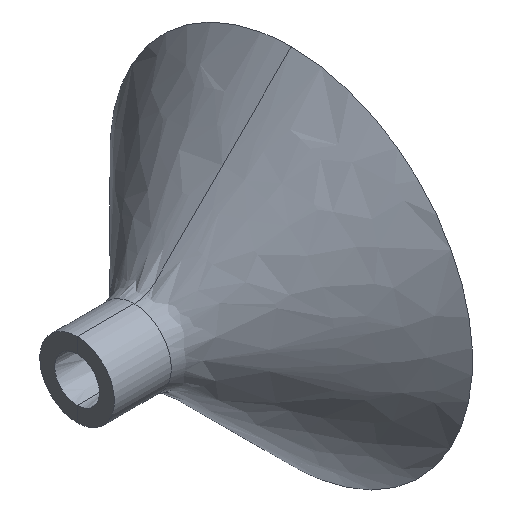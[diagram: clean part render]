
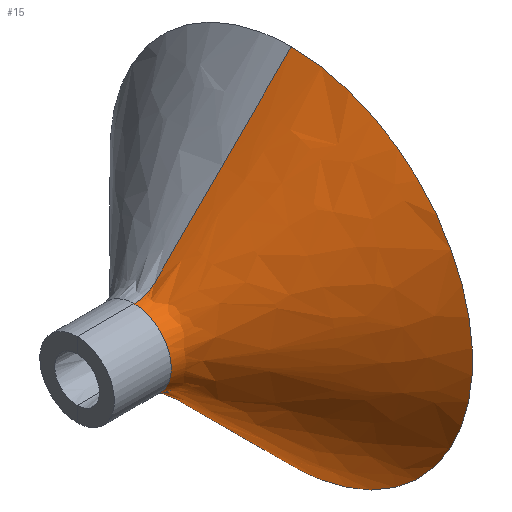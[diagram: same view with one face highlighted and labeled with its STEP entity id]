
A CAD part, isometric view. The second image highlights one B-rep face of the part: STEP entity #15.
In plain terms, the highlighted free-form (B-spline) face has degree [2, 2] with [5, 5] control points.
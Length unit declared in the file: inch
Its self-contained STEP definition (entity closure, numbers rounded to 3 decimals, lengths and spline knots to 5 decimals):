
#15=ADVANCED_FACE('',(#25),#138,.T.);
#25=FACE_OUTER_BOUND('',#35,.T.);
#35=EDGE_LOOP('',(#48,#49,#50,#51));
#48=ORIENTED_EDGE('',*,*,#97,.T.);
#49=ORIENTED_EDGE('',*,*,#90,.F.);
#50=ORIENTED_EDGE('',*,*,#85,.F.);
#51=ORIENTED_EDGE('',*,*,#84,.T.);
#84=EDGE_CURVE('',#124,#130,#104,.T.);
#85=EDGE_CURVE('',#124,#128,#105,.T.);
#90=EDGE_CURVE('',#128,#131,#110,.T.);
#97=EDGE_CURVE('',#130,#131,#117,.T.);
#104=(
BOUNDED_CURVE()
B_SPLINE_CURVE(2,(#389,#390,#391,#392,#393),.UNSPECIFIED.,.F.,.F.)
B_SPLINE_CURVE_WITH_KNOTS((3,2,3),(0.,2.24338,4.48675),
 .UNSPECIFIED.)
CURVE()
GEOMETRIC_REPRESENTATION_ITEM()
RATIONAL_B_SPLINE_CURVE((1.,0.707,1.,0.707,1.))
REPRESENTATION_ITEM('')
);
#105=(
BOUNDED_CURVE()
B_SPLINE_CURVE(2,(#394,#395,#396,#397,#398),.UNSPECIFIED.,.F.,.F.)
B_SPLINE_CURVE_WITH_KNOTS((3,2,3),(0.57244,0.76854,
2.28565),.UNSPECIFIED.)
CURVE()
GEOMETRIC_REPRESENTATION_ITEM()
RATIONAL_B_SPLINE_CURVE((1.,0.924,1.,1.,1.))
REPRESENTATION_ITEM('')
);
#110=(
BOUNDED_CURVE()
B_SPLINE_CURVE(2,(#415,#416,#417,#418,#419),.UNSPECIFIED.,.F.,.F.)
B_SPLINE_CURVE_WITH_KNOTS((3,2,3),(0.,2.24338,4.48675),
 .UNSPECIFIED.)
CURVE()
GEOMETRIC_REPRESENTATION_ITEM()
RATIONAL_B_SPLINE_CURVE((1.,0.707,1.,0.707,1.))
REPRESENTATION_ITEM('')
);
#117=(
BOUNDED_CURVE()
B_SPLINE_CURVE(2,(#448,#449,#450,#451,#452),.UNSPECIFIED.,.F.,.F.)
B_SPLINE_CURVE_WITH_KNOTS((3,2,3),(0.57244,0.76854,
2.28565),.UNSPECIFIED.)
CURVE()
GEOMETRIC_REPRESENTATION_ITEM()
RATIONAL_B_SPLINE_CURVE((1.,0.924,1.,1.,1.))
REPRESENTATION_ITEM('')
);
#124=VERTEX_POINT('',#379);
#128=VERTEX_POINT('',#383);
#130=VERTEX_POINT('',#385);
#131=VERTEX_POINT('',#386);
#138=(
BOUNDED_SURFACE()
B_SPLINE_SURFACE(2,2,((#254,#255,#256,#257,#258),(#259,#260,#261,#262,#263),
(#264,#265,#266,#267,#268),(#269,#270,#271,#272,#273),(#274,#275,#276,#277,
#278)),.UNSPECIFIED.,.F.,.F.,.F.)
B_SPLINE_SURFACE_WITH_KNOTS((3,2,3),(3,2,3),(0.,2.24338,4.48675),
(0.57244,0.76854,2.28565),.UNSPECIFIED.)
GEOMETRIC_REPRESENTATION_ITEM()
RATIONAL_B_SPLINE_SURFACE(((1.,0.924,1.,1.,1.),(0.707,
0.653,0.707,0.707,0.707),
(1.,0.924,1.,1.,1.),(0.707,0.653,0.707,
0.707,0.707),(1.,0.924,1.,1.,1.)))
REPRESENTATION_ITEM('')
SURFACE()
);
#254=CARTESIAN_POINT('',(8.37329,9.,0.29645));
#255=CARTESIAN_POINT('',(8.47669,9.,0.29645));
#256=CARTESIAN_POINT('',(8.54988,9.,0.3695));
#257=CARTESIAN_POINT('',(9.0868,9.,0.90533));
#258=CARTESIAN_POINT('',(9.62372,9.,1.44117));
#259=CARTESIAN_POINT('',(8.37329,8.70355,0.29645));
#260=CARTESIAN_POINT('',(8.47669,8.70355,0.29645));
#261=CARTESIAN_POINT('',(8.54988,8.6305,0.3695));
#262=CARTESIAN_POINT('',(9.0868,8.09467,0.90533));
#263=CARTESIAN_POINT('',(9.62372,7.55883,1.44117));
#264=CARTESIAN_POINT('',(8.37329,8.70355,0.));
#265=CARTESIAN_POINT('',(8.47669,8.70355,0.));
#266=CARTESIAN_POINT('',(8.54988,8.6305,0.));
#267=CARTESIAN_POINT('',(9.0868,8.09467,0.));
#268=CARTESIAN_POINT('',(9.62372,7.55883,0.));
#269=CARTESIAN_POINT('',(8.37329,8.70355,-0.29645));
#270=CARTESIAN_POINT('',(8.47669,8.70355,-0.29645));
#271=CARTESIAN_POINT('',(8.54988,8.6305,-0.3695));
#272=CARTESIAN_POINT('',(9.0868,8.09467,-0.90533));
#273=CARTESIAN_POINT('',(9.62372,7.55883,-1.44117));
#274=CARTESIAN_POINT('',(8.37329,9.,-0.29645));
#275=CARTESIAN_POINT('',(8.47669,9.,-0.29645));
#276=CARTESIAN_POINT('',(8.54988,9.,-0.3695));
#277=CARTESIAN_POINT('',(9.0868,9.,-0.90533));
#278=CARTESIAN_POINT('',(9.62372,9.,-1.44117));
#379=CARTESIAN_POINT('',(8.37329,9.,0.29645));
#383=CARTESIAN_POINT('',(9.62372,9.,1.44117));
#385=CARTESIAN_POINT('',(8.37329,9.,-0.29645));
#386=CARTESIAN_POINT('',(9.62372,9.,-1.44117));
#389=CARTESIAN_POINT('',(8.37329,9.,0.29645));
#390=CARTESIAN_POINT('',(8.37329,8.70355,0.29645));
#391=CARTESIAN_POINT('',(8.37329,8.70355,0.));
#392=CARTESIAN_POINT('',(8.37329,8.70355,-0.29645));
#393=CARTESIAN_POINT('',(8.37329,9.,-0.29645));
#394=CARTESIAN_POINT('',(8.37329,9.,0.29645));
#395=CARTESIAN_POINT('',(8.47669,9.,0.29645));
#396=CARTESIAN_POINT('',(8.54988,9.,0.3695));
#397=CARTESIAN_POINT('',(9.0868,9.,0.90533));
#398=CARTESIAN_POINT('',(9.62372,9.,1.44117));
#415=CARTESIAN_POINT('',(9.62372,9.,1.44117));
#416=CARTESIAN_POINT('',(9.62372,7.55883,1.44117));
#417=CARTESIAN_POINT('',(9.62372,7.55883,0.));
#418=CARTESIAN_POINT('',(9.62372,7.55883,-1.44117));
#419=CARTESIAN_POINT('',(9.62372,9.,-1.44117));
#448=CARTESIAN_POINT('',(8.37329,9.,-0.29645));
#449=CARTESIAN_POINT('',(8.47669,9.,-0.29645));
#450=CARTESIAN_POINT('',(8.54988,9.,-0.3695));
#451=CARTESIAN_POINT('',(9.0868,9.,-0.90533));
#452=CARTESIAN_POINT('',(9.62372,9.,-1.44117));
